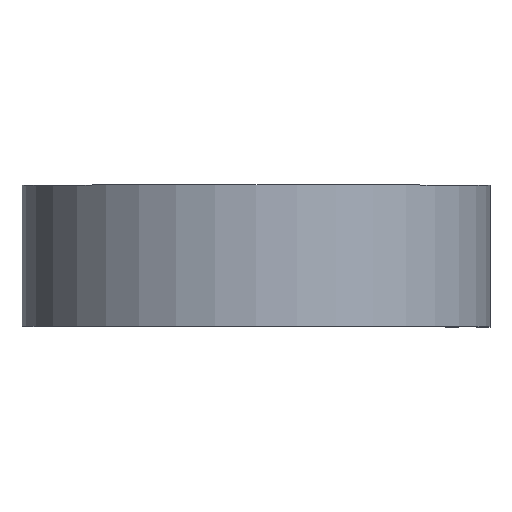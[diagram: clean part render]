
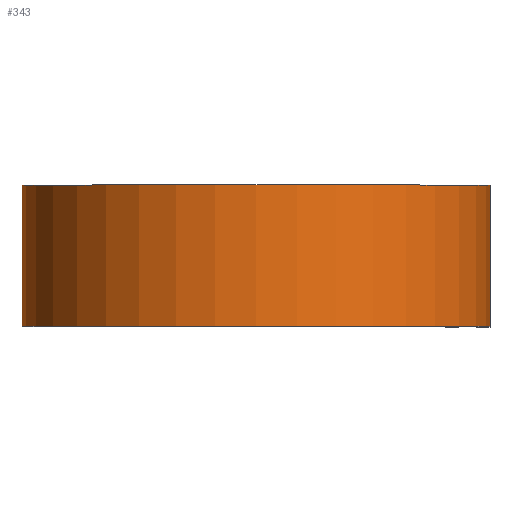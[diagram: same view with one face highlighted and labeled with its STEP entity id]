
A CAD part, top view. The second image highlights one B-rep face of the part: STEP entity #343.
In plain terms, the highlighted cylindrical face has radius 21.057 mm (diameter 42.113 mm), a partial arc.
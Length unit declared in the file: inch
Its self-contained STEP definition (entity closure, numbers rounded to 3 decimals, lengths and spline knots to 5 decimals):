
#7 = VECTOR ( 'NONE', #477, 39.37008 ) ;
#39 = LINE ( 'NONE', #659, #88 ) ;
#55 = CARTESIAN_POINT ( 'NONE',  ( 0.829, -0.25, 0. ) ) ;
#60 = CYLINDRICAL_SURFACE ( 'NONE', #276, 0.829 ) ;
#61 = EDGE_CURVE ( 'NONE', #224, #297, #392, .T. ) ;
#70 = FACE_OUTER_BOUND ( 'NONE', #199, .T. ) ;
#78 = CIRCLE ( 'NONE', #594, 0.829 ) ;
#88 = VECTOR ( 'NONE', #474, 39.37008 ) ;
#96 = CARTESIAN_POINT ( 'NONE',  ( 0., 0.25, -0.829 ) ) ;
#108 = VERTEX_POINT ( 'NONE', #55 ) ;
#165 = CARTESIAN_POINT ( 'NONE',  ( 0., 0.25, 0. ) ) ;
#170 = DIRECTION ( 'NONE',  ( 1., 0., 0. ) ) ;
#172 = DIRECTION ( 'NONE',  ( 0., 1., 0. ) ) ;
#199 = EDGE_LOOP ( 'NONE', ( #726, #236, #365, #699 ) ) ;
#224 = VERTEX_POINT ( 'NONE', #96 ) ;
#236 = ORIENTED_EDGE ( 'NONE', *, *, #400, .F. ) ;
#240 = DIRECTION ( 'NONE',  ( 1., 0., 0. ) ) ;
#244 = DIRECTION ( 'NONE',  ( 0., 1., 0. ) ) ;
#255 = CARTESIAN_POINT ( 'NONE',  ( 0., -0.25, -0.829 ) ) ;
#276 = AXIS2_PLACEMENT_3D ( 'NONE', #515, #520, #532 ) ;
#297 = VERTEX_POINT ( 'NONE', #697 ) ;
#343 = ADVANCED_FACE ( 'NONE', ( #70 ), #60, .T. ) ;
#365 = ORIENTED_EDGE ( 'NONE', *, *, #61, .F. ) ;
#392 = CIRCLE ( 'NONE', #696, 0.829 ) ;
#400 = EDGE_CURVE ( 'NONE', #297, #108, #39, .T. ) ;
#406 = LINE ( 'NONE', #469, #7 ) ;
#469 = CARTESIAN_POINT ( 'NONE',  ( 0., 0.25, -0.829 ) ) ;
#474 = DIRECTION ( 'NONE',  ( 0., -1., 0. ) ) ;
#477 = DIRECTION ( 'NONE',  ( 0., -1., 0. ) ) ;
#494 = VERTEX_POINT ( 'NONE', #255 ) ;
#511 = EDGE_CURVE ( 'NONE', #494, #108, #78, .T. ) ;
#515 = CARTESIAN_POINT ( 'NONE',  ( 0., 0.25, 0. ) ) ;
#520 = DIRECTION ( 'NONE',  ( 0., -1., 0. ) ) ;
#532 = DIRECTION ( 'NONE',  ( 0., 0., -1. ) ) ;
#555 = EDGE_CURVE ( 'NONE', #224, #494, #406, .T. ) ;
#594 = AXIS2_PLACEMENT_3D ( 'NONE', #705, #172, #240 ) ;
#659 = CARTESIAN_POINT ( 'NONE',  ( 0.829, 0.25, 0. ) ) ;
#696 = AXIS2_PLACEMENT_3D ( 'NONE', #165, #244, #170 ) ;
#697 = CARTESIAN_POINT ( 'NONE',  ( 0.829, 0.25, 0. ) ) ;
#699 = ORIENTED_EDGE ( 'NONE', *, *, #555, .T. ) ;
#705 = CARTESIAN_POINT ( 'NONE',  ( 0., -0.25, 0. ) ) ;
#726 = ORIENTED_EDGE ( 'NONE', *, *, #511, .T. ) ;
